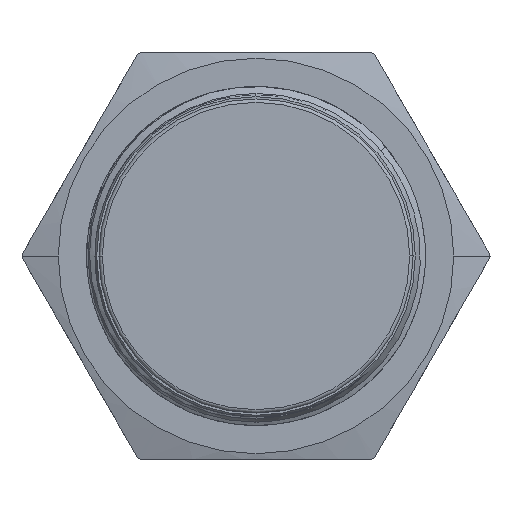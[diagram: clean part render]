
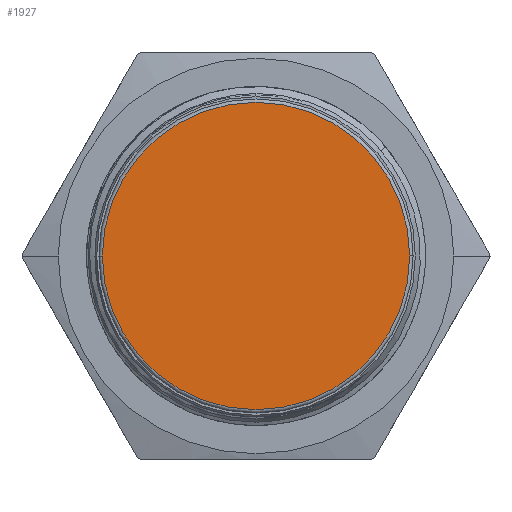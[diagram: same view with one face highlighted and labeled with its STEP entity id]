
A CAD part, front view. The second image highlights one B-rep face of the part: STEP entity #1927.
In plain terms, the highlighted planar face has unit normal (0, -1, 0).
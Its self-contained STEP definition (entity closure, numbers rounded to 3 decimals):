
#774=CIRCLE('',#20674,13.6);
#775=CIRCLE('',#20676,13.6);
#1927=ADVANCED_FACE('',(#3720),#2741,.T.);
#2741=PLANE('',#20677);
#3720=FACE_OUTER_BOUND('',#4783,.T.);
#4783=EDGE_LOOP('',(#10873,#10874));
#10873=ORIENTED_EDGE('',*,*,#17216,.T.);
#10874=ORIENTED_EDGE('',*,*,#17215,.T.);
#14602=VERTEX_POINT('',#45268);
#14603=VERTEX_POINT('',#45270);
#17215=EDGE_CURVE('',#14602,#14603,#774,.T.);
#17216=EDGE_CURVE('',#14603,#14602,#775,.T.);
#20674=AXIS2_PLACEMENT_3D('',#45271,#24004,#24005);
#20676=AXIS2_PLACEMENT_3D('',#45273,#24008,#24009);
#20677=AXIS2_PLACEMENT_3D('',#45274,#24010,#24011);
#24004=DIRECTION('',(0.,-1.,0.));
#24005=DIRECTION('',(-1.,0.,0.));
#24008=DIRECTION('',(0.,-1.,0.));
#24009=DIRECTION('',(1.,0.,0.));
#24010=DIRECTION('',(0.,-1.,0.));
#24011=DIRECTION('',(0.,0.,-1.));
#45268=CARTESIAN_POINT('',(-13.6,-15.,0.));
#45270=CARTESIAN_POINT('',(13.6,-15.,0.));
#45271=CARTESIAN_POINT('',(0.,-15.,0.));
#45273=CARTESIAN_POINT('',(0.,-15.,0.));
#45274=CARTESIAN_POINT('',(0.,-15.,0.));
